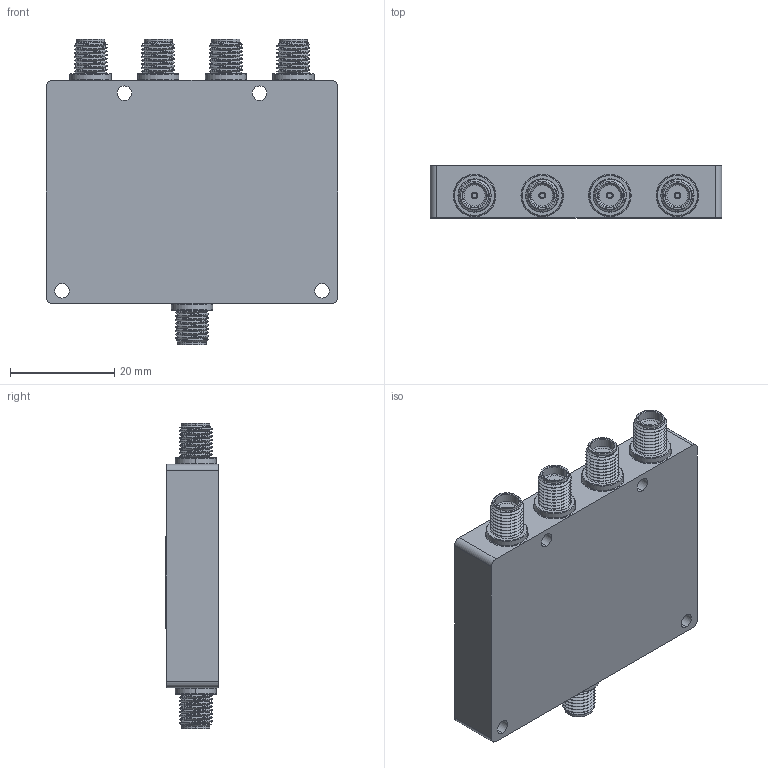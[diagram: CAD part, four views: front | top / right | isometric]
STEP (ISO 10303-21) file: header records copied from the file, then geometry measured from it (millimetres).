
FILE_DESCRIPTION (( 'STEP AP203' ), '1' );
FILE_NAME ('PE20DV018.step', '2019-04-18T19:42:48', ( '' ), ( '' ), 'SwSTEP 2.0', 'SolidWorks 2018', '' );
FILE_SCHEMA (( 'CONFIG_CONTROL_DESIGN' ));
Length unit declared in the file: inch
Products named in the file (1): PE20DV018
Bounding box: 56 x 10.05 x 58.75 mm (x, y, z)
Volume: 24844.8 mm3; surface area: 8870.8 mm2
Topology: 3 solids, 3 shells, 582 faces, 1507 edges, 988 vertices
Faces by surface type: plane 225, cylinder 176, bspline 126, cone 35, torus 20
Entity records: 30359 total; most frequent: CARTESIAN_POINT 17380, ORIENTED_EDGE 3014, DIRECTION 2161, EDGE_CURVE 1507, VERTEX_POINT 988, VECTOR 803, LINE 803, AXIS2_PLACEMENT_3D 679
